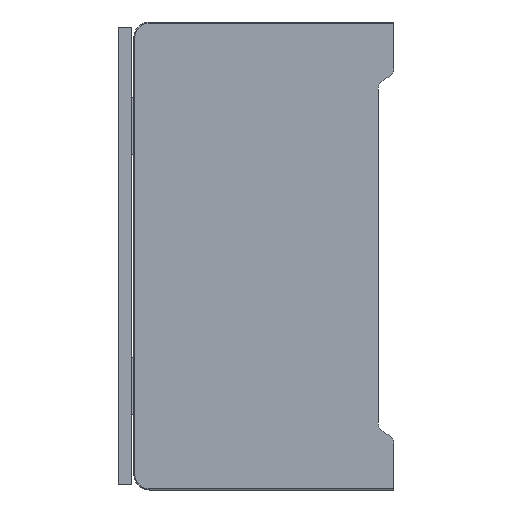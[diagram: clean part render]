
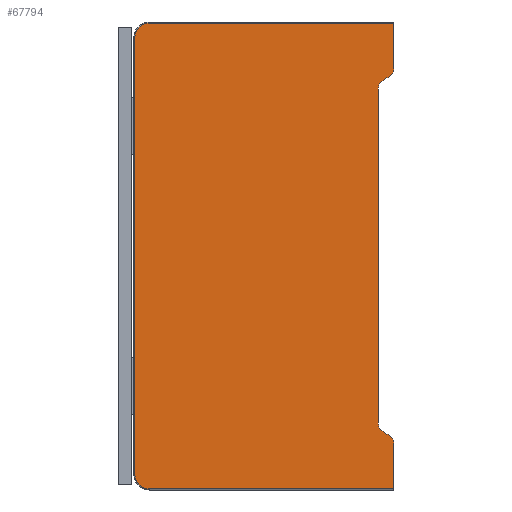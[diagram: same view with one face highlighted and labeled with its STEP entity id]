
A CAD part, left-side view. The second image highlights one B-rep face of the part: STEP entity #67794.
In plain terms, the highlighted planar face has unit normal (-1, 0, 0).
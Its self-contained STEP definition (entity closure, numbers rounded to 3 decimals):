
#18726=DIRECTION('',(0.,-1.,0.));
#18727=VECTOR('',#18726,47.);
#18728=CARTESIAN_POINT('',(0.,47.,-0.2));
#18729=LINE('',#18728,#18727);
#18730=DIRECTION('',(0.,0.,-1.));
#18731=VECTOR('',#18730,8.8);
#18732=CARTESIAN_POINT('',(0.,0.,-0.2));
#18733=LINE('',#18732,#18731);
#18734=CARTESIAN_POINT('',(0.,1.732,-9.));
#18735=DIRECTION('',(1.,0.,0.));
#18736=DIRECTION('',(0.,-1.,0.));
#18737=AXIS2_PLACEMENT_3D('',#18734,#18735,#18736);
#18739=DIRECTION('',(0.,-0.866,0.5));
#18740=VECTOR('',#18739,1.309);
#18741=CARTESIAN_POINT('',(0.,2.,-11.155));
#18742=LINE('',#18741,#18740);
#18743=CARTESIAN_POINT('',(0.,1.,-12.887));
#18744=DIRECTION('',(1.,0.,0.));
#18745=DIRECTION('',(0.,1.,0.));
#18746=AXIS2_PLACEMENT_3D('',#18743,#18744,#18745);
#18748=DIRECTION('',(0.,0.,1.));
#18749=VECTOR('',#18748,64.226);
#18750=CARTESIAN_POINT('',(0.,3.,-77.113));
#18751=LINE('',#18750,#18749);
#18752=CARTESIAN_POINT('',(0.,1.,-77.113));
#18753=DIRECTION('',(1.,0.,0.));
#18754=DIRECTION('',(0.,0.5,-0.866));
#18755=AXIS2_PLACEMENT_3D('',#18752,#18753,#18754);
#18757=DIRECTION('',(0.,0.866,0.5));
#18758=VECTOR('',#18757,1.309);
#18759=CARTESIAN_POINT('',(0.,0.866,-79.5));
#18760=LINE('',#18759,#18758);
#18761=CARTESIAN_POINT('',(0.,1.732,-81.));
#18762=DIRECTION('',(1.,0.,0.));
#18763=DIRECTION('',(0.,-0.5,0.866));
#18764=AXIS2_PLACEMENT_3D('',#18761,#18762,#18763);
#18766=DIRECTION('',(0.,0.,-1.));
#18767=VECTOR('',#18766,8.8);
#18768=CARTESIAN_POINT('',(0.,0.,-81.));
#18769=LINE('',#18768,#18767);
#18770=DIRECTION('',(0.,1.,0.));
#18771=VECTOR('',#18770,47.);
#18772=CARTESIAN_POINT('',(0.,0.,-89.8));
#18773=LINE('',#18772,#18771);
#18774=CARTESIAN_POINT('',(0.,47.,-87.));
#18775=DIRECTION('',(1.,0.,0.));
#18776=DIRECTION('',(0.,0.,-1.));
#18777=AXIS2_PLACEMENT_3D('',#18774,#18775,#18776);
#18779=DIRECTION('',(0.,0.,1.));
#18780=VECTOR('',#18779,84.);
#18781=CARTESIAN_POINT('',(0.,49.8,-87.));
#18782=LINE('',#18781,#18780);
#18783=CARTESIAN_POINT('',(0.,47.,-3.));
#18784=DIRECTION('',(1.,0.,0.));
#18785=DIRECTION('',(0.,1.,0.));
#18786=AXIS2_PLACEMENT_3D('',#18783,#18784,#18785);
#45946=CARTESIAN_POINT('',(0.,2.,-78.845));
#45947=CARTESIAN_POINT('',(0.,3.,-77.113));
#45948=VERTEX_POINT('',#45946);
#45949=VERTEX_POINT('',#45947);
#45950=CARTESIAN_POINT('',(0.,3.,-12.887));
#45951=VERTEX_POINT('',#45950);
#45952=CARTESIAN_POINT('',(0.,2.,-11.155));
#45953=VERTEX_POINT('',#45952);
#45954=CARTESIAN_POINT('',(0.,0.866,-10.5));
#45955=VERTEX_POINT('',#45954);
#45956=CARTESIAN_POINT('',(0.,0.,-9.));
#45957=VERTEX_POINT('',#45956);
#45958=CARTESIAN_POINT('',(0.,0.866,-79.5));
#45959=CARTESIAN_POINT('',(0.,0.,-81.));
#45960=VERTEX_POINT('',#45958);
#45961=VERTEX_POINT('',#45959);
#46342=CARTESIAN_POINT('',(0.,0.,-0.2));
#46343=VERTEX_POINT('',#46342);
#46344=CARTESIAN_POINT('',(0.,47.,-0.2));
#46345=VERTEX_POINT('',#46344);
#46346=CARTESIAN_POINT('',(0.,49.8,-3.));
#46347=VERTEX_POINT('',#46346);
#46348=CARTESIAN_POINT('',(0.,49.8,-87.));
#46349=VERTEX_POINT('',#46348);
#46350=CARTESIAN_POINT('',(0.,47.,-89.8));
#46351=VERTEX_POINT('',#46350);
#46352=CARTESIAN_POINT('',(0.,0.,-89.8));
#46353=VERTEX_POINT('',#46352);
#67770=CARTESIAN_POINT('',(0.,0.,-90.));
#67771=DIRECTION('',(-1.,0.,0.));
#67772=DIRECTION('',(0.,0.,1.));
#67773=AXIS2_PLACEMENT_3D('',#67770,#67771,#67772);
#67774=PLANE('',#67773);
#67775=ORIENTED_EDGE('',*,*,#67756,.T.);
#67776=ORIENTED_EDGE('',*,*,#49690,.T.);
#67777=ORIENTED_EDGE('',*,*,#49717,.T.);
#67778=ORIENTED_EDGE('',*,*,#49739,.F.);
#67779=ORIENTED_EDGE('',*,*,#49761,.F.);
#67780=ORIENTED_EDGE('',*,*,#49783,.F.);
#67781=ORIENTED_EDGE('',*,*,#49817,.F.);
#67782=ORIENTED_EDGE('',*,*,#49839,.F.);
#67783=ORIENTED_EDGE('',*,*,#49861,.T.);
#67784=ORIENTED_EDGE('',*,*,#49890,.T.);
#67786=ORIENTED_EDGE('',*,*,#67785,.T.);
#67788=ORIENTED_EDGE('',*,*,#67787,.T.);
#67790=ORIENTED_EDGE('',*,*,#67789,.T.);
#67791=ORIENTED_EDGE('',*,*,#67736,.T.);
#67792=EDGE_LOOP('',(#67775,#67776,#67777,#67778,#67779,#67780,#67781,#67782,
#67783,#67784,#67786,#67788,#67790,#67791));
#67793=FACE_OUTER_BOUND('',#67792,.F.);
#67794=ADVANCED_FACE('',(#67793),#67774,.T.);
#18738=CIRCLE('',#18737,1.732);
#18747=CIRCLE('',#18746,2.);
#18756=CIRCLE('',#18755,2.);
#18765=CIRCLE('',#18764,1.732);
#18778=CIRCLE('',#18777,2.8);
#18787=CIRCLE('',#18786,2.8);
#49690=EDGE_CURVE('',#46343,#45957,#18733,.T.);
#49717=EDGE_CURVE('',#45957,#45955,#18738,.T.);
#49739=EDGE_CURVE('',#45953,#45955,#18742,.T.);
#49761=EDGE_CURVE('',#45951,#45953,#18747,.T.);
#49783=EDGE_CURVE('',#45949,#45951,#18751,.T.);
#49817=EDGE_CURVE('',#45948,#45949,#18756,.T.);
#49839=EDGE_CURVE('',#45960,#45948,#18760,.T.);
#49861=EDGE_CURVE('',#45960,#45961,#18765,.T.);
#49890=EDGE_CURVE('',#45961,#46353,#18769,.T.);
#67736=EDGE_CURVE('',#46347,#46345,#18787,.T.);
#67756=EDGE_CURVE('',#46345,#46343,#18729,.T.);
#67785=EDGE_CURVE('',#46353,#46351,#18773,.T.);
#67787=EDGE_CURVE('',#46351,#46349,#18778,.T.);
#67789=EDGE_CURVE('',#46349,#46347,#18782,.T.);
